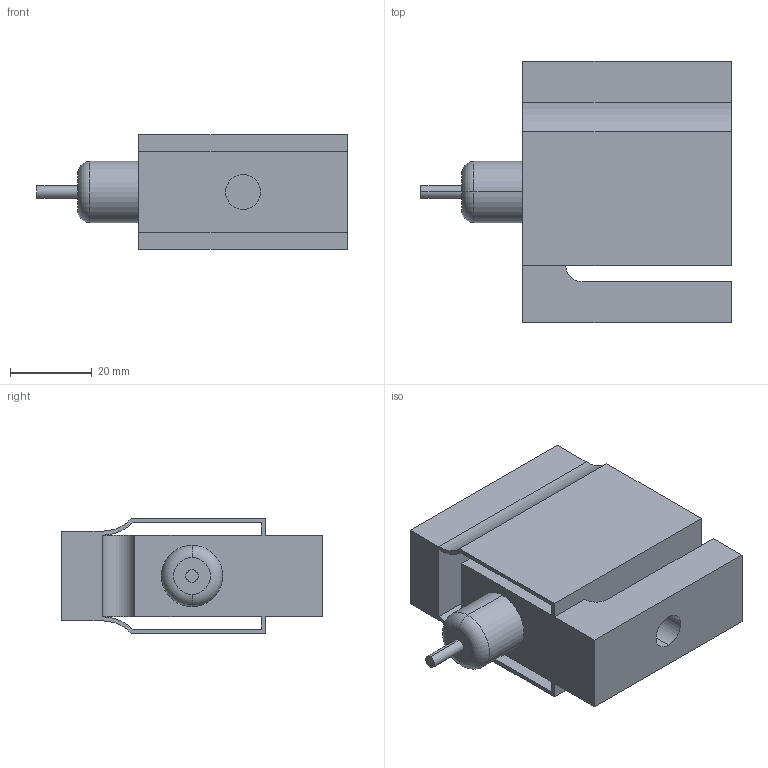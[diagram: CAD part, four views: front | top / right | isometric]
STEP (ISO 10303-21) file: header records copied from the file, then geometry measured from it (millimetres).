
FILE_DESCRIPTION (( 'STEP AP203' ), '1' );
FILE_NAME ('传感器STK-10-100kg.STEP', '2020-08-28T05:09:55', ( '' ), ( '' ), 'SwSTEP 2.0', 'SolidWorks 2016', '' );
FILE_SCHEMA (( 'CONFIG_CONTROL_DESIGN' ));
Length unit declared in the file: millimetre
Products named in the file (1): 传感器STK-10-100kg
Bounding box: 76 x 64 x 28 mm (x, y, z)
Volume: 60394.2 mm3; surface area: 24852.5 mm2
Topology: 1 solids, 1 shells, 40 faces, 110 edges, 72 vertices
Faces by surface type: plane 23, cylinder 15, torus 2
Entity records: 1369 total; most frequent: DIRECTION 226, CARTESIAN_POINT 223, ORIENTED_EDGE 220, EDGE_CURVE 110, VECTOR 76, LINE 76, AXIS2_PLACEMENT_3D 75, VERTEX_POINT 72
